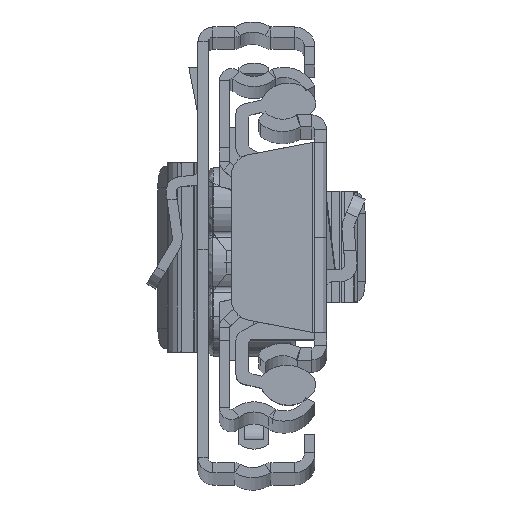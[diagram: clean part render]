
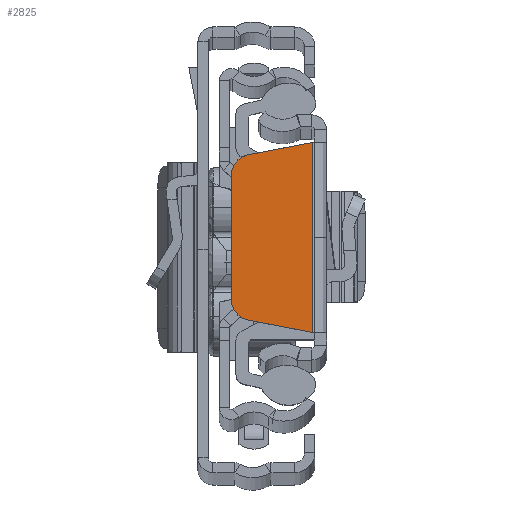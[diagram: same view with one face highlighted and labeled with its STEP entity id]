
A CAD part, top view. The second image highlights one B-rep face of the part: STEP entity #2825.
In plain terms, the highlighted planar face has unit normal (0, 0, 1).
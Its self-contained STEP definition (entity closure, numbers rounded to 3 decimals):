
#536 = CARTESIAN_POINT ( 'NONE',  ( -1.36, -9.379, 0. ) ) ;
#2651 = CARTESIAN_POINT ( 'NONE',  ( -1.786, -9.298, 0. ) ) ;
#2690 = VECTOR ( 'NONE', #6092, 1000. ) ;
#2825 = ADVANCED_FACE ( 'NONE', ( #12371 ), #11163, .F. ) ;
#3068 = DIRECTION ( 'NONE',  ( 0., 0., 1. ) ) ;
#4123 = DIRECTION ( 'NONE',  ( 0., 0., -1. ) ) ;
#4481 = ORIENTED_EDGE ( 'NONE', *, *, #14230, .F. ) ;
#4655 = VECTOR ( 'NONE', #10255, 1000. ) ;
#5100 = ORIENTED_EDGE ( 'NONE', *, *, #11731, .T. ) ;
#5338 = AXIS2_PLACEMENT_3D ( 'NONE', #5744, #4123, #13997 ) ;
#5512 = CIRCLE ( 'NONE', #13144, 2. ) ;
#5663 = VECTOR ( 'NONE', #19000, 1000. ) ;
#5668 = VERTEX_POINT ( 'NONE', #536 ) ;
#5744 = CARTESIAN_POINT ( 'NONE',  ( 0., 0., 0. ) ) ;
#6092 = DIRECTION ( 'NONE',  ( 0.982, -0.189, 0. ) ) ;
#6240 = EDGE_CURVE ( 'NONE', #7628, #10183, #5512, .T. ) ;
#6595 = CIRCLE ( 'NONE', #18757, 2. ) ;
#6758 = CARTESIAN_POINT ( 'NONE',  ( -9.401, 6.183, 0. ) ) ;
#7448 = VERTEX_POINT ( 'NONE', #6758 ) ;
#7628 = VERTEX_POINT ( 'NONE', #16632 ) ;
#7647 = ORIENTED_EDGE ( 'NONE', *, *, #9260, .T. ) ;
#7850 = LINE ( 'NONE', #19397, #13323 ) ;
#8755 = LINE ( 'NONE', #11901, #5663 ) ;
#9260 = EDGE_CURVE ( 'NONE', #12823, #11892, #16791, .T. ) ;
#9875 = ORIENTED_EDGE ( 'NONE', *, *, #6240, .T. ) ;
#9881 = DIRECTION ( 'NONE',  ( -1., 0., 0. ) ) ;
#10183 = VERTEX_POINT ( 'NONE', #18879 ) ;
#10255 = DIRECTION ( 'NONE',  ( -0.982, -0.189, 0. ) ) ;
#11090 = LINE ( 'NONE', #2651, #2690 ) ;
#11163 = PLANE ( 'NONE',  #5338 ) ;
#11228 = DIRECTION ( 'NONE',  ( 0., 0., 1. ) ) ;
#11731 = EDGE_CURVE ( 'NONE', #7448, #7628, #8755, .T. ) ;
#11875 = CARTESIAN_POINT ( 'NONE',  ( -1.786, 9.298, 0. ) ) ;
#11892 = VERTEX_POINT ( 'NONE', #17562 ) ;
#11901 = CARTESIAN_POINT ( 'NONE',  ( -9.401, 0., 0. ) ) ;
#12371 = FACE_OUTER_BOUND ( 'NONE', #17343, .T. ) ;
#12823 = VERTEX_POINT ( 'NONE', #20037 ) ;
#13144 = AXIS2_PLACEMENT_3D ( 'NONE', #19509, #11228, #17871 ) ;
#13323 = VECTOR ( 'NONE', #14256, 1000. ) ;
#13997 = DIRECTION ( 'NONE',  ( -1., 0., 0. ) ) ;
#14230 = EDGE_CURVE ( 'NONE', #12823, #5668, #7850, .T. ) ;
#14256 = DIRECTION ( 'NONE',  ( 0., -1., 0. ) ) ;
#16291 = EDGE_CURVE ( 'NONE', #10183, #5668, #11090, .T. ) ;
#16632 = CARTESIAN_POINT ( 'NONE',  ( -9.401, -6.183, 0. ) ) ;
#16791 = LINE ( 'NONE', #11875, #4655 ) ;
#17279 = ORIENTED_EDGE ( 'NONE', *, *, #16291, .T. ) ;
#17343 = EDGE_LOOP ( 'NONE', ( #5100, #9875, #17279, #4481, #7647, #19578 ) ) ;
#17562 = CARTESIAN_POINT ( 'NONE',  ( -7.778, 8.147, 0. ) ) ;
#17871 = DIRECTION ( 'NONE',  ( -1., 0., 0. ) ) ;
#18248 = CARTESIAN_POINT ( 'NONE',  ( -7.401, 6.183, 0. ) ) ;
#18757 = AXIS2_PLACEMENT_3D ( 'NONE', #18248, #3068, #9881 ) ;
#18879 = CARTESIAN_POINT ( 'NONE',  ( -7.778, -8.147, 0. ) ) ;
#19000 = DIRECTION ( 'NONE',  ( 0., -1., 0. ) ) ;
#19397 = CARTESIAN_POINT ( 'NONE',  ( -1.36, -9.379, 0. ) ) ;
#19509 = CARTESIAN_POINT ( 'NONE',  ( -7.401, -6.183, 0. ) ) ;
#19578 = ORIENTED_EDGE ( 'NONE', *, *, #20643, .T. ) ;
#20037 = CARTESIAN_POINT ( 'NONE',  ( -1.36, 9.379, 0. ) ) ;
#20643 = EDGE_CURVE ( 'NONE', #11892, #7448, #6595, .T. ) ;
